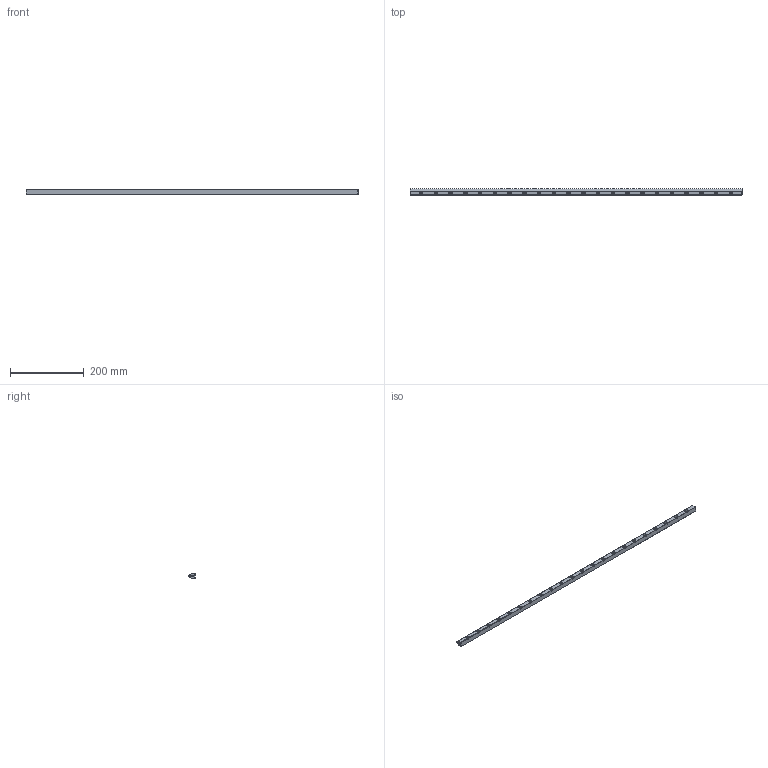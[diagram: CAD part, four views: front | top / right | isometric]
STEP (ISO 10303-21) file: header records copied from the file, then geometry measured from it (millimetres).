
FILE_DESCRIPTION(/* description */ (''),/* implementation_level */ '2;1');
FILE_NAME(/* name */ 'Rail V-3015x900.stp',/* time_stamp */ '2018-11-15T19:25:19+01:00',/* author */ (''),/* organization */ (''),/* preprocessor_version */ 'ST-DEVELOPER v16.7',/* originating_system */ 'SIEMENS PLM Software NX 12.0',/* authorisation */ '');
FILE_SCHEMA (('AUTOMOTIVE_DESIGN { 1 0 10303 214 3 1 1 1 }'));
Length unit declared in the file: millimetre
Products named in the file (1): 008012_A_1-V-3015_15 x 900
Bounding box: 900 x 17 x 15 mm (x, y, z)
Volume: 179410.1 mm3; surface area: 55663.9 mm2
Topology: 1 solids, 1 shells, 138 faces, 316 edges, 202 vertices
Faces by surface type: cone 52, cylinder 48, plane 38
Full cylindrical faces by diameter (mm): 2.5 x4, 5.25 x22, 8.5 x22
Entity records: 3274 total; most frequent: DIRECTION 608, CARTESIAN_POINT 501, ORIENTED_EDGE 372, EDGE_LOOP 304, FACE_BOUND 296, AXIS2_PLACEMENT_3D 283, EDGE_CURVE 186, VERTEX_POINT 176
